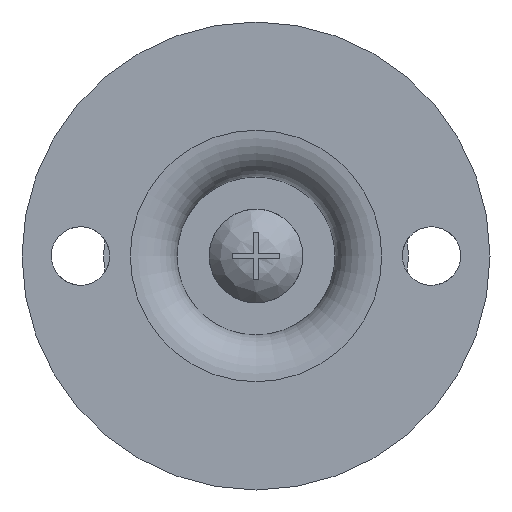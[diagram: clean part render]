
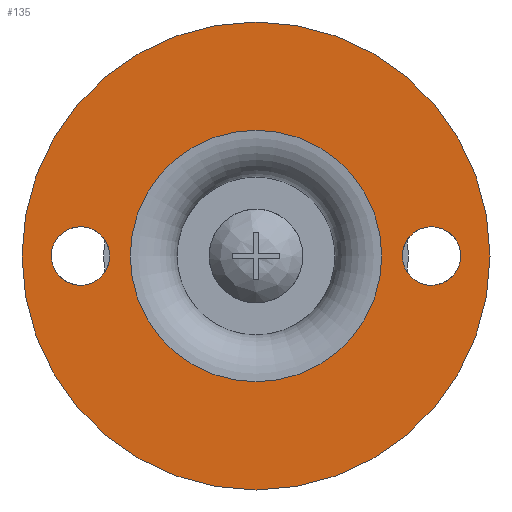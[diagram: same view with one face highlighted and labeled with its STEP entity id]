
A CAD part, front view. The second image highlights one B-rep face of the part: STEP entity #135.
In plain terms, the highlighted planar face has unit normal (0, -1, 0).
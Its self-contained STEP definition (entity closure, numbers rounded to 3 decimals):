
#135 = ADVANCED_FACE( '', ( #288, #289, #290, #291 ), #292, .F. );
#288 = FACE_BOUND( '', #493, .T. );
#289 = FACE_BOUND( '', #494, .T. );
#290 = FACE_OUTER_BOUND( '', #495, .T. );
#291 = FACE_BOUND( '', #496, .T. );
#292 = PLANE( '', #497 );
#493 = EDGE_LOOP( '', ( #809 ) );
#494 = EDGE_LOOP( '', ( #810 ) );
#495 = EDGE_LOOP( '', ( #811 ) );
#496 = EDGE_LOOP( '', ( #812 ) );
#497 = AXIS2_PLACEMENT_3D( '', #813, #814, #815 );
#809 = ORIENTED_EDGE( '', *, *, #983, .F. );
#810 = ORIENTED_EDGE( '', *, *, #1064, .F. );
#811 = ORIENTED_EDGE( '', *, *, #1025, .T. );
#812 = ORIENTED_EDGE( '', *, *, #1065, .T. );
#813 = CARTESIAN_POINT( '', ( 20., 0., 0. ) );
#814 = DIRECTION( '', ( 0., 1., 0. ) );
#815 = DIRECTION( '', ( 0., 0., 1. ) );
#983 = EDGE_CURVE( '', #1155, #1155, #1156, .T. );
#1025 = EDGE_CURVE( '', #1223, #1223, #1224, .T. );
#1064 = EDGE_CURVE( '', #1273, #1273, #1274, .F. );
#1065 = EDGE_CURVE( '', #1275, #1275, #1276, .T. );
#1155 = VERTEX_POINT( '', #1426 );
#1156 = CIRCLE( '', #1427, 10.75 );
#1223 = VERTEX_POINT( '', #1587 );
#1224 = CIRCLE( '', #1588, 20. );
#1273 = VERTEX_POINT( '', #1672 );
#1274 = CIRCLE( '', #1673, 2.5 );
#1275 = VERTEX_POINT( '', #1674 );
#1276 = CIRCLE( '', #1675, 2.5 );
#1426 = CARTESIAN_POINT( '', ( 0., 0., -10.75 ) );
#1427 = AXIS2_PLACEMENT_3D( '', #1741, #1742, #1743 );
#1587 = CARTESIAN_POINT( '', ( 0., 0., -20. ) );
#1588 = AXIS2_PLACEMENT_3D( '', #1774, #1775, #1776 );
#1672 = CARTESIAN_POINT( '', ( 15., 0., 2.5 ) );
#1673 = AXIS2_PLACEMENT_3D( '', #1806, #1807, #1808 );
#1674 = CARTESIAN_POINT( '', ( -12.5, 0., 0. ) );
#1675 = AXIS2_PLACEMENT_3D( '', #1809, #1810, #1811 );
#1741 = CARTESIAN_POINT( '', ( 0., 0., 0. ) );
#1742 = DIRECTION( '', ( 0., -1., 0. ) );
#1743 = DIRECTION( '', ( 0., 0., -1. ) );
#1774 = CARTESIAN_POINT( '', ( 0., 0., 0. ) );
#1775 = DIRECTION( '', ( 0., -1., 0. ) );
#1776 = DIRECTION( '', ( 0., 0., -1. ) );
#1806 = CARTESIAN_POINT( '', ( 15., 0., 0. ) );
#1807 = DIRECTION( '', ( 0., 1., 0. ) );
#1808 = DIRECTION( '', ( 0., 0., 1. ) );
#1809 = CARTESIAN_POINT( '', ( -15., 0., 0. ) );
#1810 = DIRECTION( '', ( 0., 1., 0. ) );
#1811 = DIRECTION( '', ( 1., 0., 0. ) );
